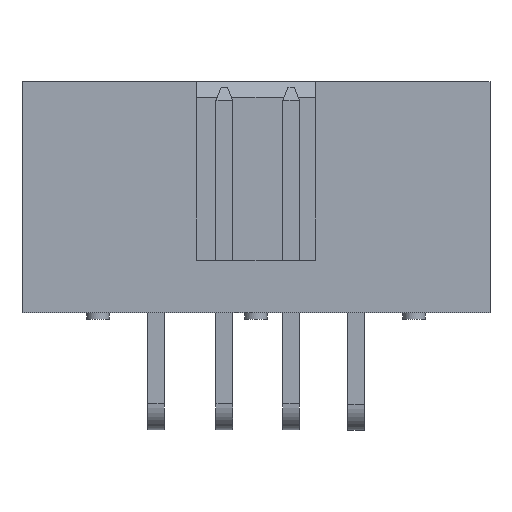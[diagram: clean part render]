
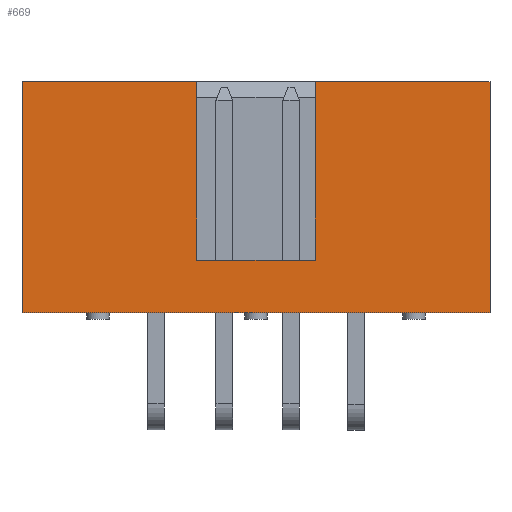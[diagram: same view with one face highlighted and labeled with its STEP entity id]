
A CAD part, front view. The second image highlights one B-rep face of the part: STEP entity #669.
In plain terms, the highlighted planar face has unit normal (0, -1, 0).
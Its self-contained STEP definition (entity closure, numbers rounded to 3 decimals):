
#669=ADVANCED_FACE('',(#1393),#1394,.F.);
#1393=FACE_OUTER_BOUND('',#2247,.T.);
#1394=PLANE('',#2248);
#2247=EDGE_LOOP('',(#3896,#3897,#3898,#3899,#3900,#3901,#3902,#3903));
#2248=AXIS2_PLACEMENT_3D('',#3904,#3905,#3906);
#3896=ORIENTED_EDGE('',*,*,#5365,.F.);
#3897=ORIENTED_EDGE('',*,*,#5366,.T.);
#3898=ORIENTED_EDGE('',*,*,#5367,.T.);
#3899=ORIENTED_EDGE('',*,*,#5368,.F.);
#3900=ORIENTED_EDGE('',*,*,#5369,.F.);
#3901=ORIENTED_EDGE('',*,*,#5370,.F.);
#3902=ORIENTED_EDGE('',*,*,#5371,.F.);
#3903=ORIENTED_EDGE('',*,*,#5372,.F.);
#3904=CARTESIAN_POINT('',(0.0,-4.4,0.0));
#3905=DIRECTION('',(0.0,1.0,0.0));
#3906=DIRECTION('',(1.0,0.0,-0.0));
#5365=EDGE_CURVE('',#6477,#6478,#6479,.T.);
#5366=EDGE_CURVE('',#6477,#6480,#6481,.T.);
#5367=EDGE_CURVE('',#6480,#6482,#6483,.T.);
#5368=EDGE_CURVE('',#6484,#6482,#6485,.T.);
#5369=EDGE_CURVE('',#6486,#6484,#6487,.T.);
#5370=EDGE_CURVE('',#6488,#6486,#6489,.T.);
#5371=EDGE_CURVE('',#6490,#6488,#6491,.T.);
#5372=EDGE_CURVE('',#6478,#6490,#6492,.T.);
#6477=VERTEX_POINT('',#8047);
#6478=VERTEX_POINT('',#8048);
#6479=LINE('',#8049,#8050);
#6480=VERTEX_POINT('',#8051);
#6481=LINE('',#8052,#8053);
#6482=VERTEX_POINT('',#8054);
#6483=LINE('',#8055,#8056);
#6484=VERTEX_POINT('',#8057);
#6485=LINE('',#8058,#8059);
#6486=VERTEX_POINT('',#8060);
#6487=LINE('',#8061,#8062);
#6488=VERTEX_POINT('',#8063);
#6489=LINE('',#8064,#8065);
#6490=VERTEX_POINT('',#8066);
#6491=LINE('',#8067,#8068);
#6492=LINE('',#8069,#8070);
#8047=CARTESIAN_POINT('',(2.25,-4.4,-2.4));
#8048=CARTESIAN_POINT('',(2.25,-4.4,4.4));
#8049=CARTESIAN_POINT('',(2.25,-4.4,-2.4));
#8050=VECTOR('',#9214,1000.0);
#8051=CARTESIAN_POINT('',(-2.25,-4.4,-2.4));
#8052=CARTESIAN_POINT('',(2.25,-4.4,-2.4));
#8053=VECTOR('',#9215,1000.0);
#8054=CARTESIAN_POINT('',(-2.25,-4.4,4.4));
#8055=CARTESIAN_POINT('',(-2.25,-4.4,-2.4));
#8056=VECTOR('',#9216,1000.0);
#8057=CARTESIAN_POINT('',(-8.91,-4.4,4.4));
#8058=CARTESIAN_POINT('',(-8.91,-4.4,4.4));
#8059=VECTOR('',#9217,1000.0);
#8060=CARTESIAN_POINT('',(-8.91,-4.4,-4.4));
#8061=CARTESIAN_POINT('',(-8.91,-4.4,-4.4));
#8062=VECTOR('',#9218,1000.0);
#8063=CARTESIAN_POINT('',(8.91,-4.4,-4.4));
#8064=CARTESIAN_POINT('',(8.91,-4.4,-4.4));
#8065=VECTOR('',#9219,1000.0);
#8066=CARTESIAN_POINT('',(8.91,-4.4,4.4));
#8067=CARTESIAN_POINT('',(8.91,-4.4,4.4));
#8068=VECTOR('',#9220,1000.0);
#8069=CARTESIAN_POINT('',(-8.91,-4.4,4.4));
#8070=VECTOR('',#9221,1000.0);
#9214=DIRECTION('',(0.0,0.0,1.0));
#9215=DIRECTION('',(-1.0,0.0,0.0));
#9216=DIRECTION('',(0.0,0.0,1.0));
#9217=DIRECTION('',(1.0,0.0,0.0));
#9218=DIRECTION('',(0.0,0.0,1.0));
#9219=DIRECTION('',(-1.0,0.0,0.0));
#9220=DIRECTION('',(0.0,0.0,-1.0));
#9221=DIRECTION('',(1.0,0.0,0.0));
